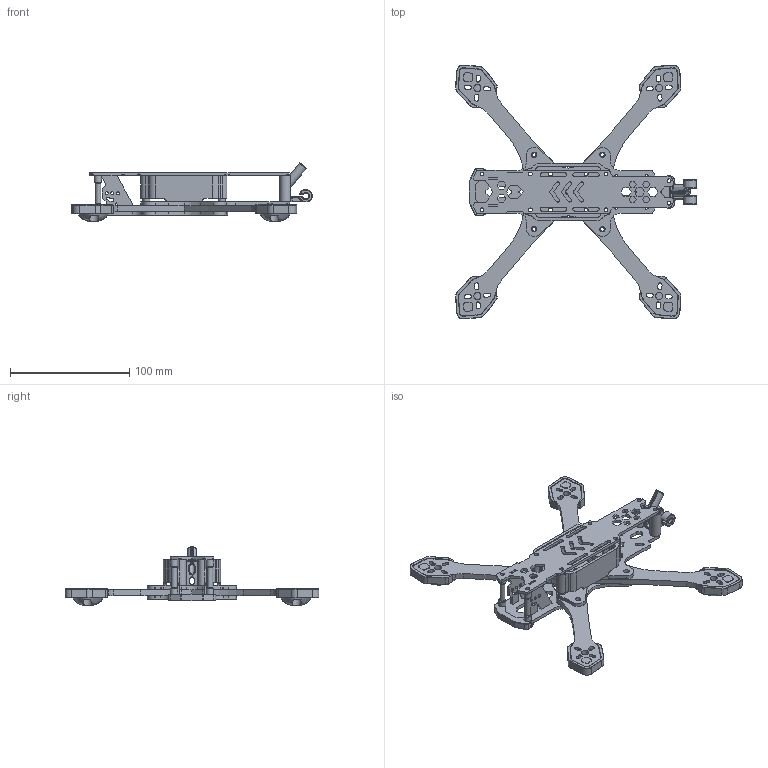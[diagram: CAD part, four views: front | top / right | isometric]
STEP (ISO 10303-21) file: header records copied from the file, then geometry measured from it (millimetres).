
FILE_DESCRIPTION(/* description */ (''),/* implementation_level */ '2;1');
FILE_NAME(/* name */ 'Yellowjacket 1.4.step',/* time_stamp */ '2023-03-29T11:44:41+02:00',/* author */ (''),/* organization */ (''),/* preprocessor_version */ 'ST-DEVELOPER v19.2',/* originating_system */ 'Autodesk Translation Framework v11.17.0.187',/* authorisation */ '');
FILE_SCHEMA (('AUTOMOTIVE_DESIGN { 1 0 10303 214 3 1 1 }'));
Products named in the file (10): Yellowjacket new gen; Arm front left; Arm front right; Arm rear right; Arm rear left; top plate; rear split plate; camplate 2; camplate 1; front split plate (1)
Assembly tree (9 placements, depth 2):
  Yellowjacket new gen
    Arm front left
    Arm front right
    Arm rear right
    Arm rear left
    top plate
    rear split plate
    camplate 2
    camplate 1
    front split plate (1)
Bounding box: 201.48 x 212.57 x 48.7 mm (x, y, z)
Volume: 117441.5 mm3; surface area: 104039.2 mm2
Topology: 29 solids, 29 shells, 1734 faces, 4681 edges, 3010 vertices
Faces by surface type: cylinder 808, plane 732, torus 137, bspline 31, cone 16, sphere 10
Full cylindrical faces by diameter (mm): 2.5 x6, 3.184 x2, 3.2 x51, 4.5 x9, 4.686 x8, 5.963 x1, 6 x29, 6.012 x2, 6.5 x8, 9 x2
Entity records: 58589 total; most frequent: CARTESIAN_POINT 13062, DIRECTION 9605, ORIENTED_EDGE 9358, EDGE_CURVE 4679, AXIS2_PLACEMENT_3D 3467, VERTEX_POINT 3010, LINE 2671, VECTOR 2671
